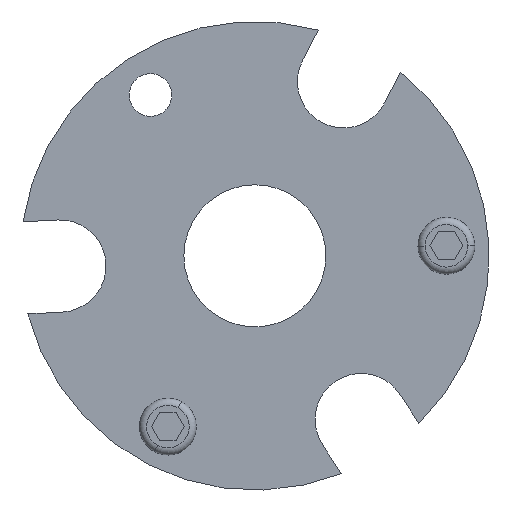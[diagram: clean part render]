
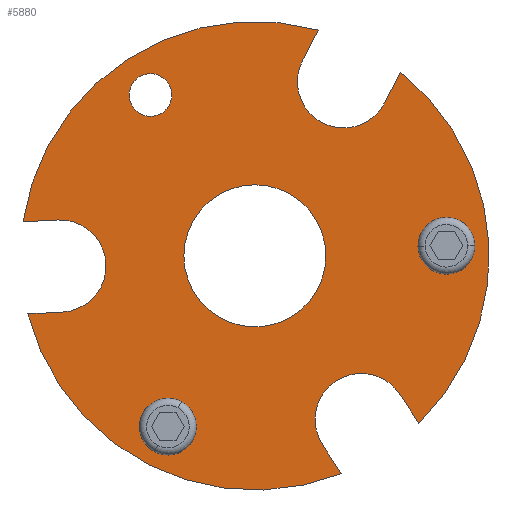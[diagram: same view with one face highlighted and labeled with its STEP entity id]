
A CAD part, front view. The second image highlights one B-rep face of the part: STEP entity #5880.
In plain terms, the highlighted planar face has unit normal (0, -1, 0).
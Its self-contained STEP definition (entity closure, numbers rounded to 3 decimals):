
#60=CARTESIAN_POINT('',(20.429,160.,-19.523));
#70=DIRECTION('',(0.545,0.,-0.839));
#80=VECTOR('',#70,1.);
#90=LINE('',#60,#80);
#100=CARTESIAN_POINT('',(20.429,160.,-19.523));
#110=VERTEX_POINT('',#100);
#120=CARTESIAN_POINT('',(23.072,160.,-23.594));
#130=VERTEX_POINT('',#120);
#140=EDGE_CURVE('',#110,#130,#90,.T.);
#500=CARTESIAN_POINT('',(9.526,160.,-26.604));
#510=VERTEX_POINT('',#500);
#560=CARTESIAN_POINT('',(14.978,160.,-23.063));
#570=DIRECTION('',(0.,1.,0.));
#580=DIRECTION('',(-0.545,0.,0.839));
#590=AXIS2_PLACEMENT_3D('',#560,#570,#580);
#600=CIRCLE('',#590,6.5);
#610=EDGE_CURVE('',#510,#110,#600,.T.);
#1190=CARTESIAN_POINT('',(12.17,160.,-30.674));
#1200=DIRECTION('',(-0.545,0.,0.839));
#1210=VECTOR('',#1200,1.);
#1220=LINE('',#1190,#1210);
#1230=CARTESIAN_POINT('',(12.17,160.,-30.674));
#1240=VERTEX_POINT('',#1230);
#1250=EDGE_CURVE('',#1240,#510,#1220,.T.);
#1500=CARTESIAN_POINT('',(0.,160.,0.));
#1510=DIRECTION('',(0.,-1.,-0.));
#1520=DIRECTION('',(-0.969,0.,-0.248));
#1530=AXIS2_PLACEMENT_3D('',#1500,#1510,#1520);
#1540=CIRCLE('',#1530,33.);
#1550=CARTESIAN_POINT('',(-31.969,160.,-8.184));
#1560=VERTEX_POINT('',#1550);
#1570=EDGE_CURVE('',#1560,#1240,#1540,.T.);
#1830=CARTESIAN_POINT('',(-27.122,160.,-7.93));
#1840=DIRECTION('',(-0.999,0.,-0.052));
#1850=VECTOR('',#1840,1.);
#1860=LINE('',#1830,#1850);
#1870=CARTESIAN_POINT('',(-27.122,160.,-7.93));
#1880=VERTEX_POINT('',#1870);
#1890=EDGE_CURVE('',#1880,#1560,#1860,.T.);
#2180=CARTESIAN_POINT('',(-27.802,160.,5.052));
#2190=VERTEX_POINT('',#2180);
#2240=CARTESIAN_POINT('',(-27.462,160.,-1.439));
#2250=DIRECTION('',(-0.,1.,0.));
#2260=DIRECTION('',(0.999,0.,0.052));
#2270=AXIS2_PLACEMENT_3D('',#2240,#2250,#2260);
#2280=CIRCLE('',#2270,6.5);
#2290=EDGE_CURVE('',#2190,#1880,#2280,.T.);
#2870=CARTESIAN_POINT('',(-32.649,160.,4.798));
#2880=DIRECTION('',(0.999,0.,0.052));
#2890=VECTOR('',#2880,1.);
#2900=LINE('',#2870,#2890);
#2910=CARTESIAN_POINT('',(-32.649,160.,4.798));
#2920=VERTEX_POINT('',#2910);
#2930=EDGE_CURVE('',#2920,#2190,#2900,.T.);
#3180=CARTESIAN_POINT('',(0.,160.,0.));
#3190=DIRECTION('',(0.,-1.,0.));
#3200=DIRECTION('',(-0.699,0.,0.715));
#3210=AXIS2_PLACEMENT_3D('',#3180,#3190,#3200);
#3220=CIRCLE('',#3210,33.);
#3230=CARTESIAN_POINT('',(8.897,160.,31.778));
#3240=VERTEX_POINT('',#3230);
#3250=EDGE_CURVE('',#3240,#2920,#3220,.T.);
#3510=CARTESIAN_POINT('',(6.693,160.,27.454));
#3520=DIRECTION('',(0.454,0.,0.891));
#3530=VECTOR('',#3520,1.);
#3540=LINE('',#3510,#3530);
#3550=CARTESIAN_POINT('',(6.693,160.,27.454));
#3560=VERTEX_POINT('',#3550);
#3570=EDGE_CURVE('',#3560,#3240,#3540,.T.);
#3860=CARTESIAN_POINT('',(18.276,160.,21.552));
#3870=VERTEX_POINT('',#3860);
#3920=CARTESIAN_POINT('',(12.485,160.,24.503));
#3930=DIRECTION('',(0.,1.,0.));
#3940=DIRECTION('',(-1.,0.,0.));
#3950=AXIS2_PLACEMENT_3D('',#3920,#3930,#3940);
#3960=CIRCLE('',#3950,6.5);
#3970=EDGE_CURVE('',#3870,#3560,#3960,.T.);
#4590=CARTESIAN_POINT('',(20.48,160.,25.876));
#4600=DIRECTION('',(-0.454,0.,-0.891));
#4610=VECTOR('',#4600,1.);
#4620=LINE('',#4590,#4610);
#4630=CARTESIAN_POINT('',(20.48,160.,25.876));
#4640=VERTEX_POINT('',#4630);
#4650=EDGE_CURVE('',#4640,#3870,#4620,.T.);
#4900=CARTESIAN_POINT('',(0.,160.,0.));
#4910=DIRECTION('',(0.,-1.,0.));
#4920=DIRECTION('',(0.699,0.,-0.715));
#4930=AXIS2_PLACEMENT_3D('',#4900,#4910,#4920);
#4940=CIRCLE('',#4930,33.);
#4950=EDGE_CURVE('',#130,#4640,#4940,.T.);
#5090=CARTESIAN_POINT('',(0.,160.,0.));
#5100=DIRECTION('',(0.,-1.,0.));
#5110=DIRECTION('',(-0.5,0.,-0.866));
#5120=AXIS2_PLACEMENT_3D('',#5090,#5100,#5110);
#5130=PLANE('',#5120);
#5140=ORIENTED_EDGE('',*,*,#610,.T.);
#5150=ORIENTED_EDGE('',*,*,#1250,.T.);
#5160=ORIENTED_EDGE('',*,*,#1570,.T.);
#5170=ORIENTED_EDGE('',*,*,#1890,.T.);
#5180=ORIENTED_EDGE('',*,*,#2290,.T.);
#5190=ORIENTED_EDGE('',*,*,#2930,.T.);
#5200=ORIENTED_EDGE('',*,*,#3250,.T.);
#5210=ORIENTED_EDGE('',*,*,#3570,.T.);
#5220=ORIENTED_EDGE('',*,*,#3970,.T.);
#5230=ORIENTED_EDGE('',*,*,#4650,.T.);
#5240=ORIENTED_EDGE('',*,*,#4950,.T.);
#5250=ORIENTED_EDGE('',*,*,#140,.T.);
#5260=EDGE_LOOP('',(#5250,#5240,#5230,#5220,#5210,#5200,#5190,#5180,
#5170,#5160,#5150,#5140));
#5270=FACE_OUTER_BOUND('',#5260,.T.);
#5280=CARTESIAN_POINT('',(0.,160.,0.));
#5290=DIRECTION('',(-0.,1.,0.));
#5300=DIRECTION('',(0.5,0.,0.866));
#5310=AXIS2_PLACEMENT_3D('',#5280,#5290,#5300);
#5320=CIRCLE('',#5310,10.);
#5330=CARTESIAN_POINT('',(-5.,160.,-8.66));
#5340=VERTEX_POINT('',#5330);
#5350=CARTESIAN_POINT('',(5.,160.,8.66));
#5360=VERTEX_POINT('',#5350);
#5370=EDGE_CURVE('',#5340,#5360,#5320,.T.);
#5380=ORIENTED_EDGE('',*,*,#5370,.T.);
#5390=EDGE_CURVE('',#5360,#5340,#5320,.T.);
#5400=ORIENTED_EDGE('',*,*,#5390,.T.);
#5410=EDGE_LOOP('',(#5400,#5380));
#5420=FACE_BOUND('',#5410,.T.);
#5430=CARTESIAN_POINT('',(26.963,160.,
1.413));
#5440=DIRECTION('',(0.,1.,0.));
#5450=DIRECTION('',(1.,0.,
0.024));
#5460=AXIS2_PLACEMENT_3D('',#5430,#5440,#5450);
#5470=CIRCLE('',#5460,3.);
#5480=CARTESIAN_POINT('',(23.964,160.,
1.342));
#5490=VERTEX_POINT('',#5480);
#5500=CARTESIAN_POINT('',(29.962,160.,
1.484));
#5510=VERTEX_POINT('',#5500);
#5520=EDGE_CURVE('',#5490,#5510,#5470,.T.);
#5530=ORIENTED_EDGE('',*,*,#5520,.T.);
#5540=EDGE_CURVE('',#5510,#5490,#5470,.T.);
#5550=ORIENTED_EDGE('',*,*,#5540,.T.);
#5560=EDGE_LOOP('',(#5550,#5530));
#5570=FACE_BOUND('',#5560,.T.);
#5580=CARTESIAN_POINT('',(-12.258,160.,
-24.057));
#5590=DIRECTION('',(0.,1.,0.));
#5600=DIRECTION('',(-0.479,0.,
-0.878));
#5610=AXIS2_PLACEMENT_3D('',#5580,#5590,#5600);
#5620=CIRCLE('',#5610,3.);
#5630=CARTESIAN_POINT('',(-10.819,160.,
-21.424));
#5640=VERTEX_POINT('',#5630);
#5650=CARTESIAN_POINT('',(-13.696,160.,
-26.69));
#5660=VERTEX_POINT('',#5650);
#5670=EDGE_CURVE('',#5640,#5660,#5620,.T.);
#5680=ORIENTED_EDGE('',*,*,#5670,.T.);
#5690=EDGE_CURVE('',#5660,#5640,#5620,.T.);
#5700=ORIENTED_EDGE('',*,*,#5690,.T.);
#5710=EDGE_LOOP('',(#5700,#5680));
#5720=FACE_BOUND('',#5710,.T.);
#5730=CARTESIAN_POINT('',(-14.705,160.,
22.644));
#5740=DIRECTION('',(0.,1.,0.));
#5750=DIRECTION('',(-0.52,0.,
0.854));
#5760=AXIS2_PLACEMENT_3D('',#5730,#5740,#5750);
#5770=CIRCLE('',#5760,3.);
#5780=CARTESIAN_POINT('',(-13.144,160.,
20.082));
#5790=VERTEX_POINT('',#5780);
#5800=CARTESIAN_POINT('',(-16.266,160.,
25.206));
#5810=VERTEX_POINT('',#5800);
#5820=EDGE_CURVE('',#5790,#5810,#5770,.T.);
#5830=ORIENTED_EDGE('',*,*,#5820,.T.);
#5840=EDGE_CURVE('',#5810,#5790,#5770,.T.);
#5850=ORIENTED_EDGE('',*,*,#5840,.T.);
#5860=EDGE_LOOP('',(#5850,#5830));
#5870=FACE_BOUND('',#5860,.T.);
#5880=ADVANCED_FACE('',(#5270,#5420,#5570,#5720,#5870),#5130,.T.);
